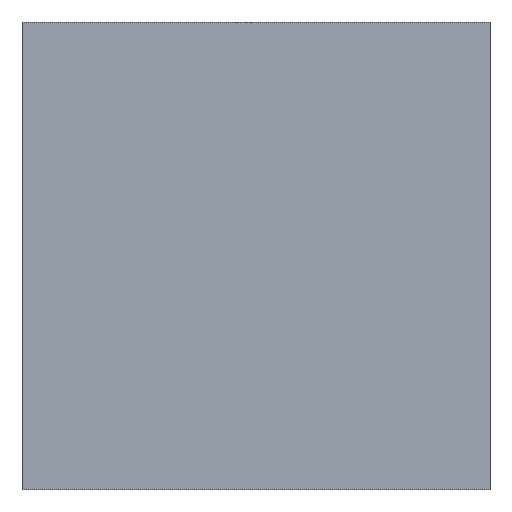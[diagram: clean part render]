
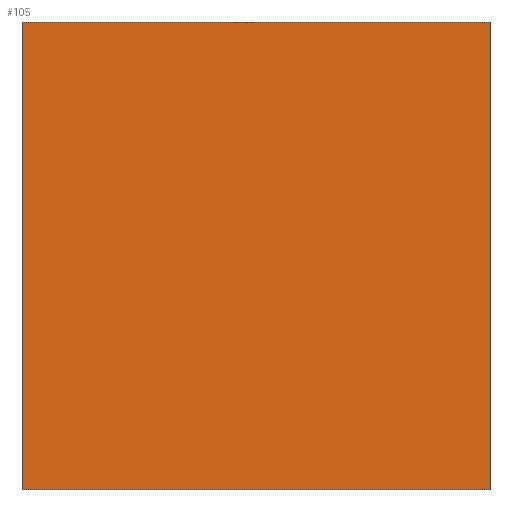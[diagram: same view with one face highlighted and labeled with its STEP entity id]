
A CAD part, top view. The second image highlights one B-rep face of the part: STEP entity #105.
In plain terms, the highlighted planar face has unit normal (0, 0, 1).
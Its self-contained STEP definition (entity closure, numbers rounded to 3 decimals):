
#105 = ADVANCED_FACE( '', ( #177 ), #178, .T. );
#177 = FACE_OUTER_BOUND( '', #227, .T. );
#178 = PLANE( '', #228 );
#227 = EDGE_LOOP( '', ( #310, #311, #312, #313 ) );
#228 = AXIS2_PLACEMENT_3D( '', #314, #315, #316 );
#310 = ORIENTED_EDGE( '', *, *, #352, .T. );
#311 = ORIENTED_EDGE( '', *, *, #342, .T. );
#312 = ORIENTED_EDGE( '', *, *, #347, .T. );
#313 = ORIENTED_EDGE( '', *, *, #367, .T. );
#314 = CARTESIAN_POINT( '', ( 0., 0., 0.1 ) );
#315 = DIRECTION( '', ( 0., 0., 1. ) );
#316 = DIRECTION( '', ( 1., 0., 0. ) );
#342 = EDGE_CURVE( '', #385, #383, #386, .T. );
#347 = EDGE_CURVE( '', #383, #391, #393, .T. );
#352 = EDGE_CURVE( '', #399, #385, #400, .T. );
#367 = EDGE_CURVE( '', #391, #399, #419, .T. );
#383 = VERTEX_POINT( '', #440 );
#385 = VERTEX_POINT( '', #443 );
#386 = LINE( '', #444, #445 );
#391 = VERTEX_POINT( '', #452 );
#393 = LINE( '', #455, #456 );
#399 = VERTEX_POINT( '', #464 );
#400 = LINE( '', #465, #466 );
#419 = LINE( '', #494, #495 );
#440 = CARTESIAN_POINT( '', ( 150., -150., 0.1 ) );
#443 = CARTESIAN_POINT( '', ( -150., -150., 0.1 ) );
#444 = CARTESIAN_POINT( '', ( -150., -150., 0.1 ) );
#445 = VECTOR( '', #504, 1000. );
#452 = CARTESIAN_POINT( '', ( 150., 150., 0.1 ) );
#455 = CARTESIAN_POINT( '', ( 150., -150., 0.1 ) );
#456 = VECTOR( '', #508, 1000. );
#464 = CARTESIAN_POINT( '', ( -150., 150., 0.1 ) );
#465 = CARTESIAN_POINT( '', ( -150., 150., 0.1 ) );
#466 = VECTOR( '', #511, 1000. );
#494 = CARTESIAN_POINT( '', ( 150., 150., 0.1 ) );
#495 = VECTOR( '', #521, 1000. );
#504 = DIRECTION( '', ( 1., 0., 0. ) );
#508 = DIRECTION( '', ( 0., 1., 0. ) );
#511 = DIRECTION( '', ( 0., -1., 0. ) );
#521 = DIRECTION( '', ( -1., 0., 0. ) );
